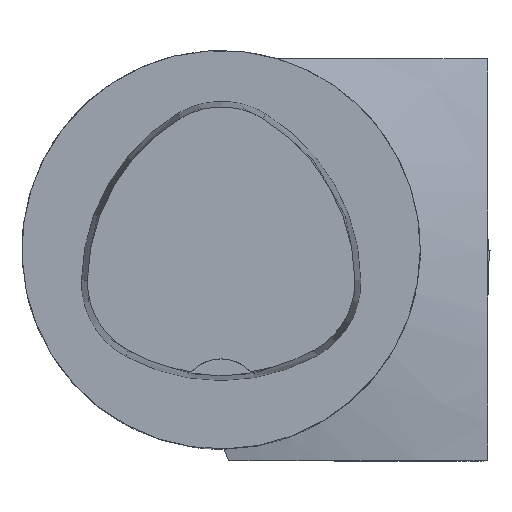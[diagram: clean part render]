
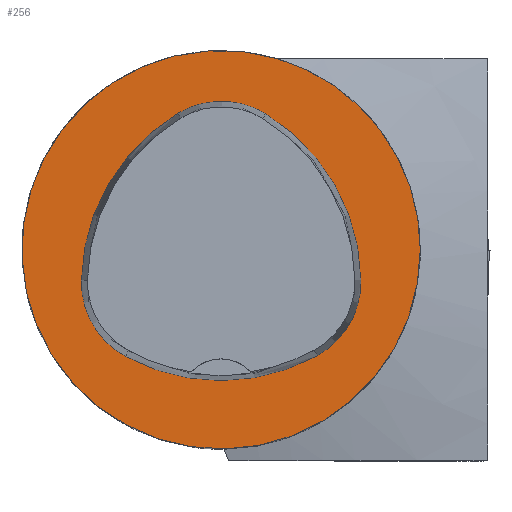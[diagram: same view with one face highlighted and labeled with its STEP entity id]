
A CAD part, top view. The second image highlights one B-rep face of the part: STEP entity #256.
In plain terms, the highlighted planar face has unit normal (0, 0, 1).
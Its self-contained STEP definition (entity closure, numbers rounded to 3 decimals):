
#97=FACE_BOUND('',#504,.T.);
#98=FACE_BOUND('',#505,.T.);
#172=CIRCLE('',#1892,20.);
#178=CIRCLE('',#1916,20.);
#180=CIRCLE('',#1919,8.5);
#182=CIRCLE('',#1922,20.);
#184=CIRCLE('',#1925,8.5);
#187=CIRCLE('',#1929,20.);
#190=CIRCLE('',#1933,8.5);
#256=ADVANCED_FACE('',(#97,#98),#328,.T.);
#328=PLANE('',#1938);
#504=EDGE_LOOP('',(#916,#917,#918,#919,#920,#921));
#505=EDGE_LOOP('',(#922));
#916=ORIENTED_EDGE('',*,*,#1410,.F.);
#917=ORIENTED_EDGE('',*,*,#1405,.F.);
#918=ORIENTED_EDGE('',*,*,#1400,.F.);
#919=ORIENTED_EDGE('',*,*,#1397,.F.);
#920=ORIENTED_EDGE('',*,*,#1394,.F.);
#921=ORIENTED_EDGE('',*,*,#1390,.F.);
#922=ORIENTED_EDGE('',*,*,#1349,.T.);
#1156=VERTEX_POINT('',#2935);
#1178=VERTEX_POINT('',#3028);
#1179=VERTEX_POINT('',#3029);
#1182=VERTEX_POINT('',#3037);
#1184=VERTEX_POINT('',#3043);
#1186=VERTEX_POINT('',#3049);
#1190=VERTEX_POINT('',#3062);
#1349=EDGE_CURVE('',#1156,#1156,#172,.T.);
#1390=EDGE_CURVE('',#1178,#1179,#178,.T.);
#1394=EDGE_CURVE('',#1179,#1182,#180,.T.);
#1397=EDGE_CURVE('',#1182,#1184,#182,.T.);
#1400=EDGE_CURVE('',#1184,#1186,#184,.T.);
#1405=EDGE_CURVE('',#1186,#1190,#187,.T.);
#1410=EDGE_CURVE('',#1190,#1178,#190,.T.);
#1892=AXIS2_PLACEMENT_3D('',#2934,#2226,#2227);
#1916=AXIS2_PLACEMENT_3D('',#3027,#2303,#2304);
#1919=AXIS2_PLACEMENT_3D('',#3036,#2311,#2312);
#1922=AXIS2_PLACEMENT_3D('',#3042,#2318,#2319);
#1925=AXIS2_PLACEMENT_3D('',#3048,#2325,#2326);
#1929=AXIS2_PLACEMENT_3D('',#3061,#2334,#2335);
#1933=AXIS2_PLACEMENT_3D('',#3074,#2343,#2344);
#1938=AXIS2_PLACEMENT_3D('',#3079,#2353,#2354);
#2226=DIRECTION('',(0.,0.,1.));
#2227=DIRECTION('',(1.,0.,0.));
#2303=DIRECTION('',(0.,0.,1.));
#2304=DIRECTION('',(1.,0.,0.));
#2311=DIRECTION('',(0.,0.,1.));
#2312=DIRECTION('',(1.,0.,0.));
#2318=DIRECTION('',(0.,0.,1.));
#2319=DIRECTION('',(1.,0.,0.));
#2325=DIRECTION('',(0.,0.,1.));
#2326=DIRECTION('',(1.,0.,0.));
#2334=DIRECTION('',(0.,0.,1.));
#2335=DIRECTION('',(1.,0.,0.));
#2343=DIRECTION('',(0.,0.,1.));
#2344=DIRECTION('',(1.,0.,0.));
#2353=DIRECTION('',(0.,0.,1.));
#2354=DIRECTION('',(-1.,0.,0.));
#2934=CARTESIAN_POINT('',(0.,0.,0.));
#2935=CARTESIAN_POINT('',(20.,0.,0.));
#3027=CARTESIAN_POINT('',(-5.955,-3.414,0.));
#3028=CARTESIAN_POINT('',(14.041,-3.042,0.));
#3029=CARTESIAN_POINT('',(4.472,13.653,0.));
#3036=CARTESIAN_POINT('',(0.04,6.4,0.));
#3037=CARTESIAN_POINT('',(-4.347,13.68,0.));
#3042=CARTESIAN_POINT('',(5.976,-3.45,0.));
#3043=CARTESIAN_POINT('',(-14.021,-3.075,0.));
#3048=CARTESIAN_POINT('',(-5.522,-3.235,0.));
#3049=CARTESIAN_POINT('',(-9.588,-10.699,0.));
#3061=CARTESIAN_POINT('',(-0.022,6.864,0.));
#3062=CARTESIAN_POINT('',(9.655,-10.639,0.));
#3074=CARTESIAN_POINT('',(5.543,-3.2,0.));
#3079=CARTESIAN_POINT('',(0.,0.,0.));
